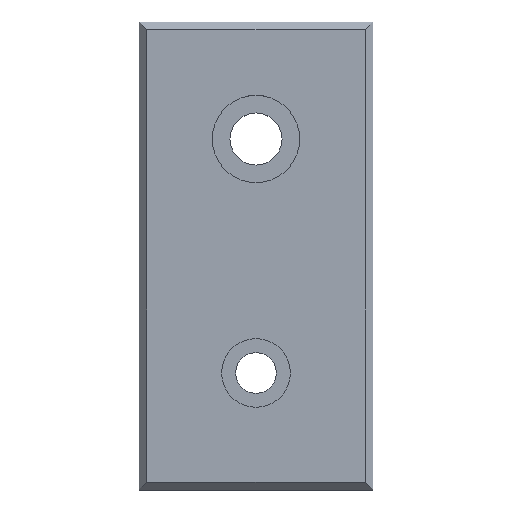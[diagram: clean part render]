
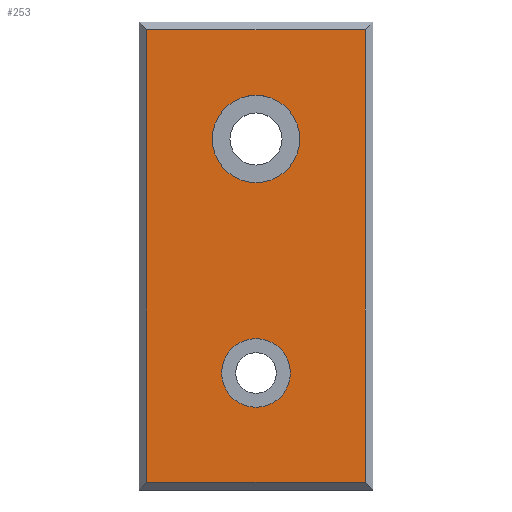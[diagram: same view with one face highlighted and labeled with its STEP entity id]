
A CAD part, top view. The second image highlights one B-rep face of the part: STEP entity #253.
In plain terms, the highlighted planar face has unit normal (0, 0, 1).
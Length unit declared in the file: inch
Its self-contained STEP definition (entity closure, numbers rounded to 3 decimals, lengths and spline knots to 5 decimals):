
#15=FACE_BOUND('',#56,.T.);
#16=FACE_BOUND('',#57,.T.);
#25=PLANE('',#287);
#39=FACE_OUTER_BOUND('',#55,.T.);
#55=EDGE_LOOP('',(#203,#204,#205,#206));
#56=EDGE_LOOP('',(#207));
#57=EDGE_LOOP('',(#208));
#85=LINE('',#415,#109);
#86=LINE('',#417,#110);
#87=LINE('',#419,#111);
#88=LINE('',#420,#112);
#109=VECTOR('',#339,1.4);
#110=VECTOR('',#340,2.9);
#111=VECTOR('',#341,1.4);
#112=VECTOR('',#342,2.9);
#123=CIRCLE('',#288,0.28);
#124=CIRCLE('',#289,0.22);
#139=VERTEX_POINT('',#413);
#140=VERTEX_POINT('',#414);
#141=VERTEX_POINT('',#416);
#142=VERTEX_POINT('',#418);
#143=VERTEX_POINT('',#421);
#144=VERTEX_POINT('',#423);
#165=EDGE_CURVE('',#139,#140,#85,.T.);
#166=EDGE_CURVE('',#140,#141,#86,.T.);
#167=EDGE_CURVE('',#141,#142,#87,.T.);
#168=EDGE_CURVE('',#142,#139,#88,.T.);
#169=EDGE_CURVE('',#143,#143,#123,.T.);
#170=EDGE_CURVE('',#144,#144,#124,.T.);
#203=ORIENTED_EDGE('',*,*,#165,.T.);
#204=ORIENTED_EDGE('',*,*,#166,.T.);
#205=ORIENTED_EDGE('',*,*,#167,.T.);
#206=ORIENTED_EDGE('',*,*,#168,.T.);
#207=ORIENTED_EDGE('',*,*,#169,.F.);
#208=ORIENTED_EDGE('',*,*,#170,.F.);
#253=ADVANCED_FACE('',(#39,#15,#16),#25,.T.);
#287=AXIS2_PLACEMENT_3D('',#412,#337,#338);
#288=AXIS2_PLACEMENT_3D('',#422,#343,#344);
#289=AXIS2_PLACEMENT_3D('',#424,#345,#346);
#337=DIRECTION('center_axis',(0.,0.,1.));
#338=DIRECTION('ref_axis',(1.,0.,0.));
#339=DIRECTION('',(1.,0.,0.));
#340=DIRECTION('',(0.,1.,0.));
#341=DIRECTION('',(-1.,0.,0.));
#342=DIRECTION('',(0.,-1.,0.));
#343=DIRECTION('center_axis',(0.,0.,1.));
#344=DIRECTION('ref_axis',(1.,0.,0.));
#345=DIRECTION('center_axis',(0.,0.,1.));
#346=DIRECTION('ref_axis',(1.,0.,0.));
#412=CARTESIAN_POINT('Origin',(0.,0.,0.25));
#413=CARTESIAN_POINT('',(0.55097,3.23486,0.25));
#414=CARTESIAN_POINT('',(1.95097,3.23486,0.25));
#415=CARTESIAN_POINT('',(0.55097,3.23486,0.25));
#416=CARTESIAN_POINT('',(1.95097,6.13486,0.25));
#417=CARTESIAN_POINT('',(1.95097,3.23486,0.25));
#418=CARTESIAN_POINT('',(0.55097,6.13486,0.25));
#419=CARTESIAN_POINT('',(1.95097,6.13486,0.25));
#420=CARTESIAN_POINT('',(0.55097,6.13486,0.25));
#421=CARTESIAN_POINT('',(0.97097,5.43486,0.25));
#422=CARTESIAN_POINT('Origin',(1.25097,5.43486,0.25));
#423=CARTESIAN_POINT('',(1.03097,3.93486,0.25));
#424=CARTESIAN_POINT('Origin',(1.25097,3.93486,0.25));
